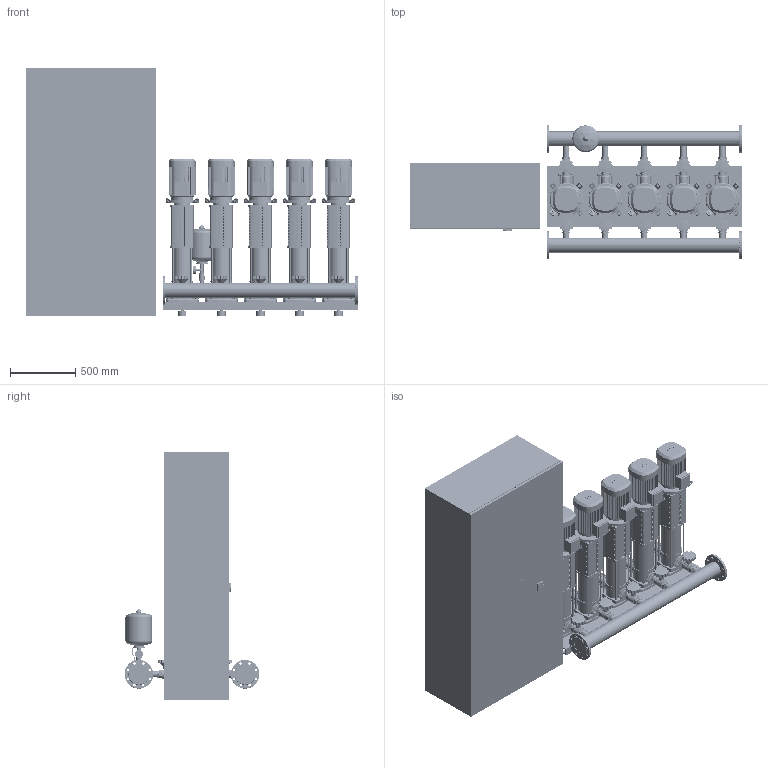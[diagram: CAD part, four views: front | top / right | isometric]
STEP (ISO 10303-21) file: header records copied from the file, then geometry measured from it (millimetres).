
FILE_DESCRIPTION((''),'2;1');
FILE_NAME('3d_COR-5HELIXV1608_K_CC-01-2532291.stp','2016-01-22T13:04:11',(''),(''),'Mechanical Desktop 2009','Mechanical Desktop 2009',', , ');
FILE_SCHEMA(('CONFIG_CONTROL_DESIGN'));
Length unit declared in the file: millimetre
Products named in the file (1): Product
Bounding box: 2550 x 1036 x 1900 mm (x, y, z)
Volume: 1141060322.3 mm3; surface area: 21649521.1 mm2
Topology: 247 solids, 247 shells, 9324 faces, 24806 edges, 16268 vertices
Faces by surface type: plane 4086, bspline 2516, cylinder 2160, cone 386, torus 144, sphere 32
Entity records: 309805 total; most frequent: CARTESIAN_POINT 77908, ORIENTED_EDGE 49556, DIRECTION 44644, EDGE_CURVE 24778, VECTOR 16304, LINE 16304, VERTEX_POINT 16262, AXIS2_PLACEMENT_3D 14170
